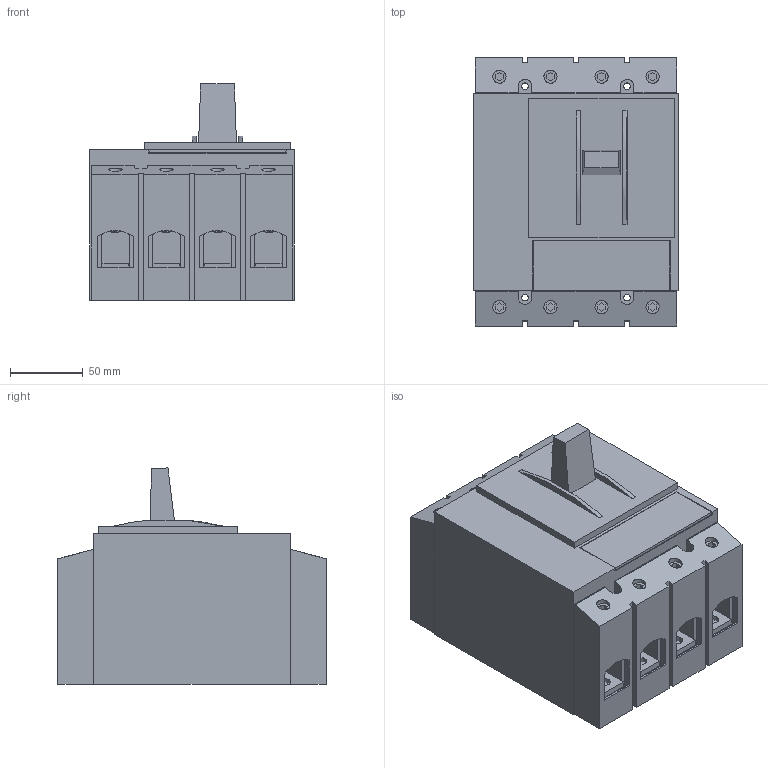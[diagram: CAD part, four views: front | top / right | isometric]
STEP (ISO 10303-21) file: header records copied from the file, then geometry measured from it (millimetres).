
FILE_DESCRIPTION(/* description */ ('STEP AP214'),/* implementation_level */ '2;1');
FILE_NAME(/* name */ 'eaton-molded-case-switches-mcad-3d-models-nzm2-4p-bt',/* time_stamp */ '2025-08-19T12:41:48+02:00',/* author */ ('License CC BY-ND 4.0'),/* organization */ ('CADENAS'),/* preprocessor_version */ 'ST-DEVELOPER v19.3',/* originating_system */ 'PARTsolutions',/* authorisation */ ' ');
FILE_SCHEMA (('AUTOMOTIVE_DESIGN {1 0 10303 214 3 1 1}'));
Length unit declared in the file: millimetre
Products named in the file (4): 191639_(index); 191639_p1; 191639_p3; 191639_p2
Assembly tree (4 placements, depth 2):
  191639_(index)
    191639_p1
    191639_p3  x2
    191639_p2
Bounding box: 140 x 184 x 148.23 mm (x, y, z)
Volume: 2485840.7 mm3; surface area: 241377.4 mm2
Topology: 4 solids, 4 shells, 456 faces, 1213 edges, 816 vertices
Faces by surface type: plane 398, cylinder 58
Full cylindrical faces by diameter (mm): 4.5 x4, 4.8 x16, 8.5 x8, 9 x8, 10 x8
Entity records: 8131 total; most frequent: CARTESIAN_POINT 1404, ORIENTED_EDGE 1336, DIRECTION 1284, EDGE_CURVE 668, LINE 600, VECTOR 600, VERTEX_POINT 462, EDGE_LOOP 362
